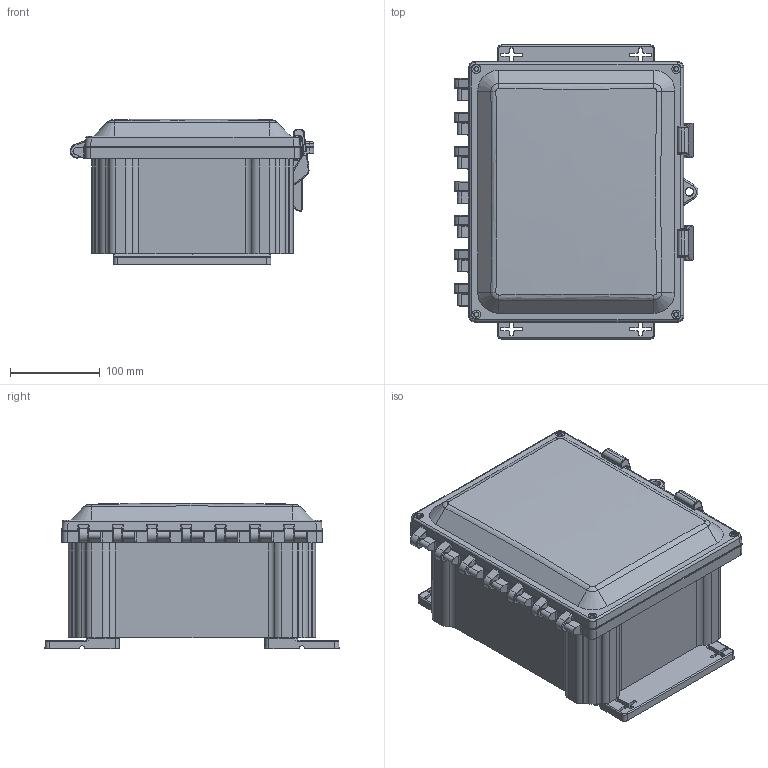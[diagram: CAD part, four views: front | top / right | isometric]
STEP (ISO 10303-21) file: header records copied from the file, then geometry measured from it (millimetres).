
FILE_DESCRIPTION (( 'STEP AP214' ), '1' );
FILE_NAME ('AHF1084C.STEP', '2024-03-07T12:02:19', ( '' ), ( '' ), 'SwSTEP 2.0', 'SolidWorks 2023', '' );
FILE_SCHEMA (( 'AUTOMOTIVE_DESIGN' ));
Length unit declared in the file: inch
Products named in the file (1): AHF1084C
Bounding box: 271.18 x 327.02 x 162.21 mm (x, y, z)
Volume: 1588849.2 mm3; surface area: 656803.7 mm2
Topology: 6 solids, 8 shells, 1608 faces, 4063 edges, 2500 vertices
Faces by surface type: plane 533, cylinder 496, bspline 423, cone 89, torus 63, sphere 4
Full cylindrical faces by diameter (mm): 4.76 x11, 4.953 x4, 5.08 x4, 6.35 x6, 6.604 x4, 6.858 x2, 7.937 x7, 8.319 x7, 9.525 x1, 9.906 x4, 11.43 x1, 12.38 x11, 15.88 x4
Entity records: 73658 total; most frequent: CARTESIAN_POINT 40396, ORIENTED_EDGE 7876, DIRECTION 5313, EDGE_CURVE 3938, VERTEX_POINT 2463, VECTOR 1837, LINE 1837, EDGE_LOOP 1771
